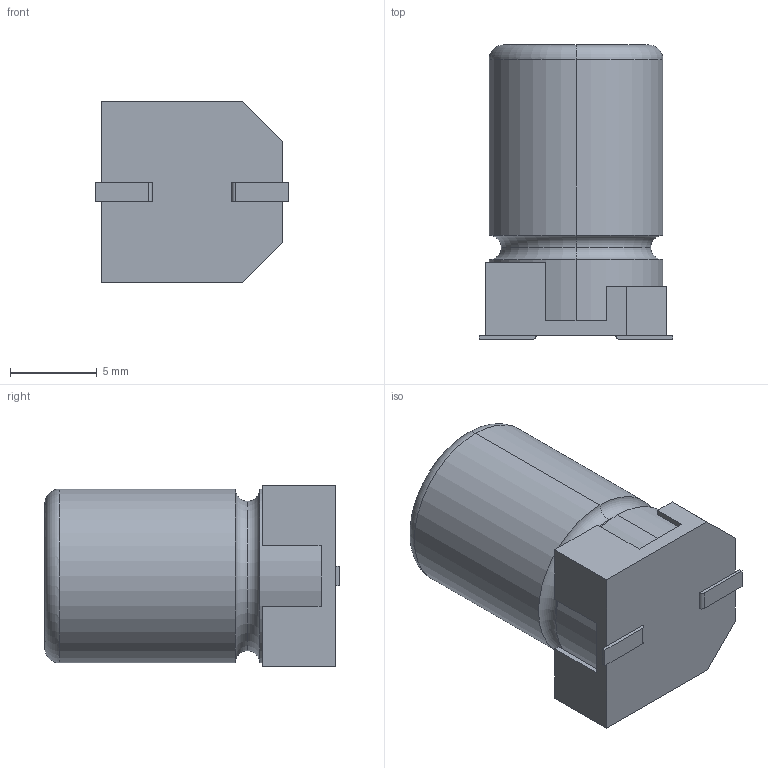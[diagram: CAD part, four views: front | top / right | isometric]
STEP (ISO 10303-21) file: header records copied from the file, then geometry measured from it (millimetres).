
FILE_DESCRIPTION (( 'STEP AP214' ), '1' );
FILE_NAME ('CAC_KSA_10X16.5_D10.5L17H10.5C11.2P4.6W10.5R1.1.STEP', '2022-12-12T16:49:13', ( '' ), ( '' ), 'SwSTEP 2.0', 'SolidWorks 2021', '' );
FILE_SCHEMA (( 'AUTOMOTIVE_DESIGN' ));
Length unit declared in the file: millimetre
Products named in the file (1): CAC_KSA_10X16.5_D10.5L17H10.5C11.2P4.6W10.5R1.1
Bounding box: 11.2 x 17 x 10.5 mm (x, y, z)
Volume: 1374.2 mm3; surface area: 1050.6 mm2
Topology: 5 solids, 5 shells, 76 faces, 182 edges, 116 vertices
Faces by surface type: plane 59, cylinder 11, torus 6
Entity records: 3089 total; most frequent: CARTESIAN_POINT 392, DIRECTION 365, ORIENTED_EDGE 364, EDGE_CURVE 182, LINE 151, VECTOR 151, VERTEX_POINT 116, AXIS2_PLACEMENT_3D 107
